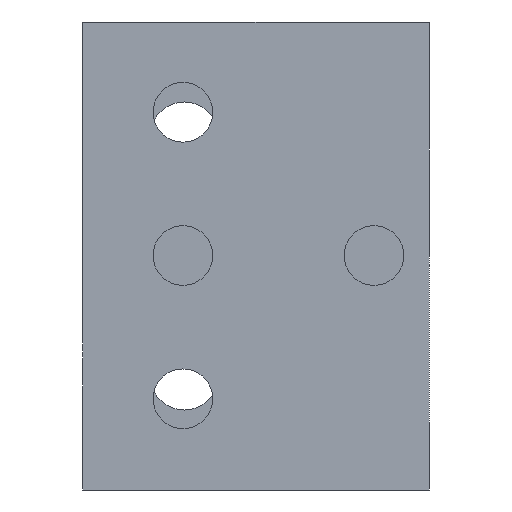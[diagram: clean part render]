
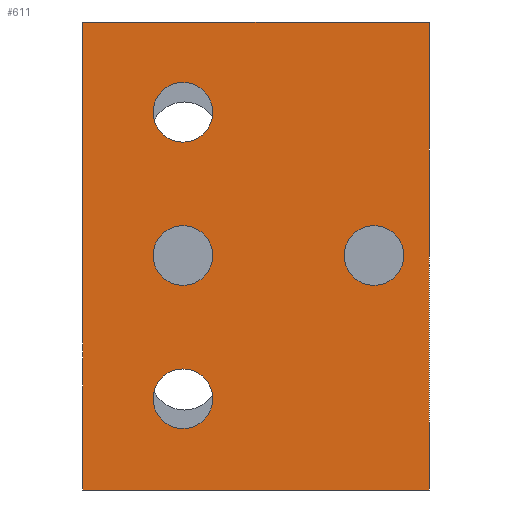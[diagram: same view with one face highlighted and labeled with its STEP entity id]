
A CAD part, left-side view. The second image highlights one B-rep face of the part: STEP entity #611.
In plain terms, the highlighted planar face has unit normal (-1, 0, 0).
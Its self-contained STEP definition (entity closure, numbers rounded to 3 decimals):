
#37=FACE_BOUND('',#146,.T.);
#38=FACE_BOUND('',#147,.T.);
#39=FACE_BOUND('',#148,.T.);
#40=FACE_BOUND('',#149,.T.);
#59=PLANE('',#693);
#91=FACE_OUTER_BOUND('',#145,.T.);
#145=EDGE_LOOP('',(#545,#546,#547,#548));
#146=EDGE_LOOP('',(#549));
#147=EDGE_LOOP('',(#550));
#148=EDGE_LOOP('',(#551));
#149=EDGE_LOOP('',(#552));
#175=LINE('',#981,#217);
#191=LINE('',#1023,#233);
#197=LINE('',#1034,#239);
#198=LINE('',#1036,#240);
#217=VECTOR('',#817,10.);
#233=VECTOR('',#859,10.);
#239=VECTOR('',#869,10.);
#240=VECTOR('',#872,10.);
#245=CIRCLE('',#634,1.25);
#247=CIRCLE('',#637,1.25);
#249=CIRCLE('',#640,1.25);
#251=CIRCLE('',#643,1.25);
#281=VERTEX_POINT('',#889);
#283=VERTEX_POINT('',#895);
#285=VERTEX_POINT('',#901);
#287=VERTEX_POINT('',#907);
#311=VERTEX_POINT('',#978);
#312=VERTEX_POINT('',#980);
#325=VERTEX_POINT('',#1022);
#328=VERTEX_POINT('',#1032);
#335=EDGE_CURVE('',#281,#281,#245,.T.);
#338=EDGE_CURVE('',#283,#283,#247,.T.);
#341=EDGE_CURVE('',#285,#285,#249,.T.);
#344=EDGE_CURVE('',#287,#287,#251,.T.);
#379=EDGE_CURVE('',#312,#311,#175,.T.);
#399=EDGE_CURVE('',#325,#312,#191,.T.);
#405=EDGE_CURVE('',#311,#328,#197,.T.);
#406=EDGE_CURVE('',#325,#328,#198,.T.);
#545=ORIENTED_EDGE('',*,*,#405,.T.);
#546=ORIENTED_EDGE('',*,*,#406,.F.);
#547=ORIENTED_EDGE('',*,*,#399,.T.);
#548=ORIENTED_EDGE('',*,*,#379,.T.);
#549=ORIENTED_EDGE('',*,*,#335,.T.);
#550=ORIENTED_EDGE('',*,*,#338,.T.);
#551=ORIENTED_EDGE('',*,*,#341,.T.);
#552=ORIENTED_EDGE('',*,*,#344,.T.);
#611=ADVANCED_FACE('',(#91,#37,#38,#39,#40),#59,.T.);
#634=AXIS2_PLACEMENT_3D('',#890,#713,#714);
#637=AXIS2_PLACEMENT_3D('',#896,#720,#721);
#640=AXIS2_PLACEMENT_3D('',#902,#727,#728);
#643=AXIS2_PLACEMENT_3D('',#908,#734,#735);
#693=AXIS2_PLACEMENT_3D('',#1035,#870,#871);
#713=DIRECTION('center_axis',(1.,0.,0.));
#714=DIRECTION('ref_axis',(0.,-1.,0.));
#720=DIRECTION('center_axis',(1.,0.,0.));
#721=DIRECTION('ref_axis',(0.,-1.,0.));
#727=DIRECTION('center_axis',(1.,0.,0.));
#728=DIRECTION('ref_axis',(0.,-1.,0.));
#734=DIRECTION('center_axis',(1.,0.,0.));
#735=DIRECTION('ref_axis',(0.,-1.,0.));
#817=DIRECTION('',(0.,0.,1.));
#859=DIRECTION('',(0.,-1.,0.));
#869=DIRECTION('',(0.,1.,0.));
#870=DIRECTION('center_axis',(-1.,0.,0.));
#871=DIRECTION('ref_axis',(0.,0.,1.));
#872=DIRECTION('',(0.,0.,1.));
#889=CARTESIAN_POINT('',(1.3,6.56,6.02));
#890=CARTESIAN_POINT('Origin',(1.3,5.31,6.02));
#895=CARTESIAN_POINT('',(1.3,-1.44,12.02));
#896=CARTESIAN_POINT('Origin',(1.3,-2.69,12.02));
#901=CARTESIAN_POINT('',(1.3,6.56,12.02));
#902=CARTESIAN_POINT('Origin',(1.3,5.31,12.02));
#907=CARTESIAN_POINT('',(1.3,6.56,18.02));
#908=CARTESIAN_POINT('Origin',(1.3,5.31,18.02));
#978=CARTESIAN_POINT('',(1.3,-5.,21.8));
#980=CARTESIAN_POINT('',(1.3,-5.,2.2));
#981=CARTESIAN_POINT('',(1.3,-5.,16.9));
#1022=CARTESIAN_POINT('',(1.3,9.5,2.2));
#1023=CARTESIAN_POINT('',(1.3,-5.,2.2));
#1032=CARTESIAN_POINT('',(1.3,9.5,21.8));
#1034=CARTESIAN_POINT('',(1.3,7.,21.8));
#1035=CARTESIAN_POINT('Origin',(1.3,7.,2.2));
#1036=CARTESIAN_POINT('',(1.3,9.5,2.2));
